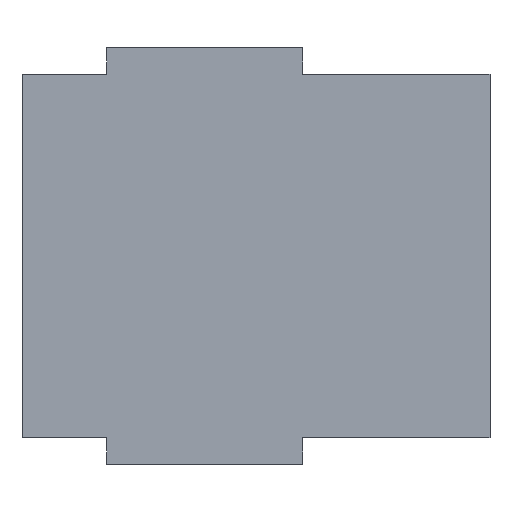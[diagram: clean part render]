
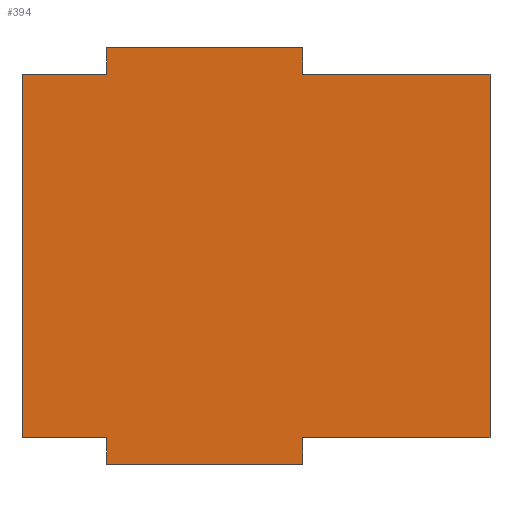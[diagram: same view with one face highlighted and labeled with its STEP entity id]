
A CAD part, front view. The second image highlights one B-rep face of the part: STEP entity #394.
In plain terms, the highlighted planar face has unit normal (0, -1, 0).
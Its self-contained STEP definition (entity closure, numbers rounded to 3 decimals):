
#24=FACE_OUTER_BOUND('',#46,.T.);
#46=EDGE_LOOP('',(#297,#298,#299,#300,#301,#302,#303,#304,#305,#306,#307,
#308));
#78=LINE('',#583,#132);
#82=LINE('',#590,#136);
#83=LINE('',#592,#137);
#84=LINE('',#595,#138);
#87=LINE('',#599,#141);
#88=LINE('',#603,#142);
#89=LINE('',#605,#143);
#90=LINE('',#607,#144);
#91=LINE('',#609,#145);
#92=LINE('',#610,#146);
#93=LINE('',#612,#147);
#94=LINE('',#613,#148);
#132=VECTOR('',#473,10.);
#136=VECTOR('',#479,10.);
#137=VECTOR('',#482,10.);
#138=VECTOR('',#485,10.);
#141=VECTOR('',#488,10.);
#142=VECTOR('',#491,10.);
#143=VECTOR('',#492,10.);
#144=VECTOR('',#493,10.);
#145=VECTOR('',#494,10.);
#146=VECTOR('',#495,10.);
#147=VECTOR('',#496,10.);
#148=VECTOR('',#497,10.);
#183=VERTEX_POINT('',#580);
#184=VERTEX_POINT('',#582);
#185=VERTEX_POINT('',#586);
#186=VERTEX_POINT('',#588);
#187=VERTEX_POINT('',#594);
#188=VERTEX_POINT('',#597);
#189=VERTEX_POINT('',#601);
#190=VERTEX_POINT('',#602);
#191=VERTEX_POINT('',#604);
#192=VERTEX_POINT('',#606);
#193=VERTEX_POINT('',#608);
#194=VERTEX_POINT('',#611);
#222=EDGE_CURVE('',#183,#184,#78,.T.);
#226=EDGE_CURVE('',#185,#186,#82,.T.);
#227=EDGE_CURVE('',#186,#184,#83,.T.);
#228=EDGE_CURVE('',#185,#187,#84,.T.);
#231=EDGE_CURVE('',#188,#183,#87,.T.);
#232=EDGE_CURVE('',#189,#190,#88,.T.);
#233=EDGE_CURVE('',#191,#190,#89,.T.);
#234=EDGE_CURVE('',#192,#191,#90,.T.);
#235=EDGE_CURVE('',#193,#192,#91,.T.);
#236=EDGE_CURVE('',#187,#193,#92,.T.);
#237=EDGE_CURVE('',#194,#188,#93,.T.);
#238=EDGE_CURVE('',#189,#194,#94,.T.);
#297=ORIENTED_EDGE('',*,*,#232,.T.);
#298=ORIENTED_EDGE('',*,*,#233,.F.);
#299=ORIENTED_EDGE('',*,*,#234,.F.);
#300=ORIENTED_EDGE('',*,*,#235,.F.);
#301=ORIENTED_EDGE('',*,*,#236,.F.);
#302=ORIENTED_EDGE('',*,*,#228,.F.);
#303=ORIENTED_EDGE('',*,*,#226,.T.);
#304=ORIENTED_EDGE('',*,*,#227,.T.);
#305=ORIENTED_EDGE('',*,*,#222,.F.);
#306=ORIENTED_EDGE('',*,*,#231,.F.);
#307=ORIENTED_EDGE('',*,*,#237,.F.);
#308=ORIENTED_EDGE('',*,*,#238,.F.);
#373=PLANE('',#429);
#394=ADVANCED_FACE('',(#24),#373,.F.);
#429=AXIS2_PLACEMENT_3D('',#600,#489,#490);
#473=DIRECTION('',(0.,0.,-1.));
#479=DIRECTION('',(0.,0.,-1.));
#482=DIRECTION('',(1.,0.,0.));
#485=DIRECTION('',(-1.,0.,0.));
#488=DIRECTION('',(-1.,0.,0.));
#489=DIRECTION('center_axis',(0.,1.,0.));
#490=DIRECTION('ref_axis',(1.,0.,0.));
#491=DIRECTION('',(0.,0.,1.));
#492=DIRECTION('',(1.,0.,0.));
#493=DIRECTION('',(0.,0.,1.));
#494=DIRECTION('',(1.,0.,0.));
#495=DIRECTION('',(0.,0.,1.));
#496=DIRECTION('',(0.,0.,-1.));
#497=DIRECTION('',(1.,0.,0.));
#580=CARTESIAN_POINT('',(31.5,0.,-40.75));
#582=CARTESIAN_POINT('',(31.5,0.,-43.75));
#583=CARTESIAN_POINT('',(31.5,0.,-40.75));
#586=CARTESIAN_POINT('',(9.5,0.,-40.75));
#588=CARTESIAN_POINT('',(9.5,0.,-43.75));
#590=CARTESIAN_POINT('',(9.5,0.,-40.75));
#592=CARTESIAN_POINT('',(9.5,0.,-43.75));
#594=CARTESIAN_POINT('',(0.,0.,-40.75));
#595=CARTESIAN_POINT('',(52.5,0.,-40.75));
#597=CARTESIAN_POINT('',(52.5,0.,-40.75));
#599=CARTESIAN_POINT('',(52.5,0.,-40.75));
#600=CARTESIAN_POINT('Origin',(26.25,0.,-20.375));
#601=CARTESIAN_POINT('',(31.5,0.,0.));
#602=CARTESIAN_POINT('',(31.5,0.,3.));
#603=CARTESIAN_POINT('',(31.5,0.,0.));
#604=CARTESIAN_POINT('',(9.5,0.,3.));
#605=CARTESIAN_POINT('',(9.5,0.,3.));
#606=CARTESIAN_POINT('',(9.5,0.,0.));
#607=CARTESIAN_POINT('',(9.5,0.,0.));
#608=CARTESIAN_POINT('',(0.,0.,0.));
#609=CARTESIAN_POINT('',(0.,0.,0.));
#610=CARTESIAN_POINT('',(0.,0.,-40.75));
#611=CARTESIAN_POINT('',(52.5,0.,0.));
#612=CARTESIAN_POINT('',(52.5,0.,0.));
#613=CARTESIAN_POINT('',(0.,0.,0.));
